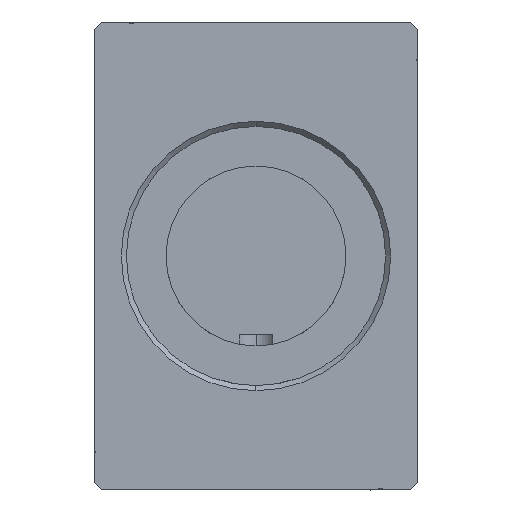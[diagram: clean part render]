
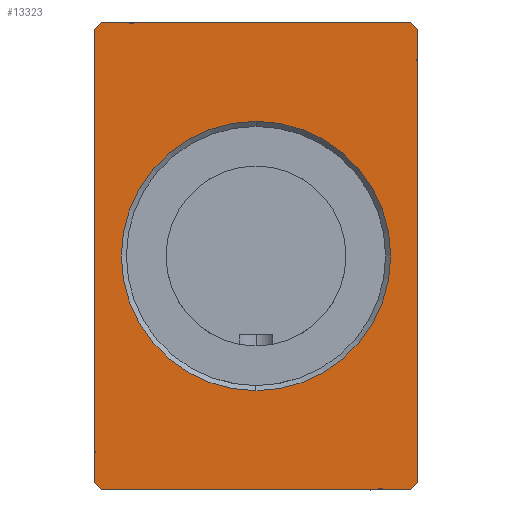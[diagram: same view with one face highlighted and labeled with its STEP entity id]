
A CAD part, left-side view. The second image highlights one B-rep face of the part: STEP entity #13323.
In plain terms, the highlighted planar face has unit normal (-1, 0, 0).
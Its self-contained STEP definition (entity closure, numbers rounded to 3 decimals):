
#703 = DIRECTION ( 'NONE',  ( 0., -0.707, 0.707 ) ) ;
#1000 = VERTEX_POINT ( 'NONE', #29103 ) ;
#1130 = DIRECTION ( 'NONE',  ( 0., -1., 0. ) ) ;
#1380 = EDGE_CURVE ( 'NONE', #10781, #27803, #11625, .T. ) ;
#1396 = DIRECTION ( 'NONE',  ( 0., 0.707, 0.707 ) ) ;
#1863 = VERTEX_POINT ( 'NONE', #33602 ) ;
#1952 = VERTEX_POINT ( 'NONE', #12352 ) ;
#2407 = ORIENTED_EDGE ( 'NONE', *, *, #13357, .F. ) ;
#3418 = LINE ( 'NONE', #38859, #25084 ) ;
#4602 = CARTESIAN_POINT ( 'NONE',  ( 0., 22.5, 31.5 ) ) ;
#5337 = CARTESIAN_POINT ( 'NONE',  ( 0., -22.5, -31.5 ) ) ;
#6156 = CARTESIAN_POINT ( 'NONE',  ( 0., 21.5, 32.5 ) ) ;
#6176 = DIRECTION ( 'NONE',  ( 1., 0., 0. ) ) ;
#7642 = LINE ( 'NONE', #29905, #30327 ) ;
#7671 = DIRECTION ( 'NONE',  ( 0., -0.707, -0.707 ) ) ;
#7804 = LINE ( 'NONE', #11088, #33411 ) ;
#8767 = DIRECTION ( 'NONE',  ( 1., 0., 0. ) ) ;
#9547 = VERTEX_POINT ( 'NONE', #33907 ) ;
#9717 = AXIS2_PLACEMENT_3D ( 'NONE', #29061, #6176, #22666 ) ;
#10083 = FACE_OUTER_BOUND ( 'NONE', #37448, .T. ) ;
#10090 = ORIENTED_EDGE ( 'NONE', *, *, #31673, .F. ) ;
#10317 = VECTOR ( 'NONE', #24218, 1000. ) ;
#10781 = VERTEX_POINT ( 'NONE', #27215 ) ;
#10840 = CARTESIAN_POINT ( 'NONE',  ( 0., -22.5, -31.5 ) ) ;
#11088 = CARTESIAN_POINT ( 'NONE',  ( 0., -22.5, 31.5 ) ) ;
#11625 = LINE ( 'NONE', #36571, #10317 ) ;
#11922 = VECTOR ( 'NONE', #7671, 1000. ) ;
#12352 = CARTESIAN_POINT ( 'NONE',  ( 0., -22.5, 31.5 ) ) ;
#12574 = ORIENTED_EDGE ( 'NONE', *, *, #27829, .F. ) ;
#12741 = LINE ( 'NONE', #32715, #21114 ) ;
#12961 = PLANE ( 'NONE',  #9717 ) ;
#13274 = DIRECTION ( 'NONE',  ( 0., 0., -1. ) ) ;
#13323 = ADVANCED_FACE ( 'NONE', ( #37910, #10083 ), #12961, .F. ) ;
#13357 = EDGE_CURVE ( 'NONE', #1952, #33399, #7804, .T. ) ;
#13697 = AXIS2_PLACEMENT_3D ( 'NONE', #26919, #8767, #21345 ) ;
#13802 = CARTESIAN_POINT ( 'NONE',  ( 0., 21.5, -32.5 ) ) ;
#14609 = EDGE_CURVE ( 'NONE', #1000, #9547, #39390, .T. ) ;
#16559 = CIRCLE ( 'NONE', #36963, 18.7 ) ;
#17332 = DIRECTION ( 'NONE',  ( 0., 0., 1. ) ) ;
#17967 = ORIENTED_EDGE ( 'NONE', *, *, #37501, .F. ) ;
#19252 = EDGE_LOOP ( 'NONE', ( #35631, #31312 ) ) ;
#19870 = DIRECTION ( 'NONE',  ( 1., 0., 0. ) ) ;
#20459 = EDGE_CURVE ( 'NONE', #40693, #31596, #29549, .T. ) ;
#21103 = ORIENTED_EDGE ( 'NONE', *, *, #20459, .F. ) ;
#21114 = VECTOR ( 'NONE', #1396, 1000. ) ;
#21345 = DIRECTION ( 'NONE',  ( 0., 0., -1. ) ) ;
#22666 = DIRECTION ( 'NONE',  ( 0., 0., -1. ) ) ;
#23120 = CARTESIAN_POINT ( 'NONE',  ( 0., 22.5, -31.5 ) ) ;
#24218 = DIRECTION ( 'NONE',  ( 0., 1., 0. ) ) ;
#25084 = VECTOR ( 'NONE', #1130, 1000. ) ;
#26919 = CARTESIAN_POINT ( 'NONE',  ( 0., 0., 0. ) ) ;
#27215 = CARTESIAN_POINT ( 'NONE',  ( 0., -21.5, -32.5 ) ) ;
#27803 = VERTEX_POINT ( 'NONE', #13802 ) ;
#27829 = EDGE_CURVE ( 'NONE', #33399, #10781, #34186, .T. ) ;
#27999 = DIRECTION ( 'NONE',  ( 0., 0.707, -0.707 ) ) ;
#29061 = CARTESIAN_POINT ( 'NONE',  ( 0., 0., 0. ) ) ;
#29103 = CARTESIAN_POINT ( 'NONE',  ( 0., 0., -18.7 ) ) ;
#29332 = ORIENTED_EDGE ( 'NONE', *, *, #38817, .F. ) ;
#29534 = CARTESIAN_POINT ( 'NONE',  ( 0., -21.5, 32.5 ) ) ;
#29549 = LINE ( 'NONE', #4602, #37969 ) ;
#29905 = CARTESIAN_POINT ( 'NONE',  ( 0., 22.5, -31.5 ) ) ;
#30327 = VECTOR ( 'NONE', #17332, 1000. ) ;
#31312 = ORIENTED_EDGE ( 'NONE', *, *, #14609, .T. ) ;
#31596 = VERTEX_POINT ( 'NONE', #6156 ) ;
#31673 = EDGE_CURVE ( 'NONE', #27803, #34658, #12741, .T. ) ;
#32164 = EDGE_CURVE ( 'NONE', #34658, #40693, #7642, .T. ) ;
#32633 = CARTESIAN_POINT ( 'NONE',  ( 0., 0., 0. ) ) ;
#32715 = CARTESIAN_POINT ( 'NONE',  ( 0., 21.5, -32.5 ) ) ;
#32922 = CARTESIAN_POINT ( 'NONE',  ( 0., 22.5, 31.5 ) ) ;
#33399 = VERTEX_POINT ( 'NONE', #10840 ) ;
#33411 = VECTOR ( 'NONE', #36236, 1000. ) ;
#33602 = CARTESIAN_POINT ( 'NONE',  ( 0., -21.5, 32.5 ) ) ;
#33632 = LINE ( 'NONE', #29534, #11922 ) ;
#33907 = CARTESIAN_POINT ( 'NONE',  ( 0., 0., 18.7 ) ) ;
#34186 = LINE ( 'NONE', #5337, #40087 ) ;
#34420 = EDGE_CURVE ( 'NONE', #9547, #1000, #16559, .T. ) ;
#34658 = VERTEX_POINT ( 'NONE', #23120 ) ;
#35631 = ORIENTED_EDGE ( 'NONE', *, *, #34420, .T. ) ;
#35670 = ORIENTED_EDGE ( 'NONE', *, *, #1380, .F. ) ;
#36236 = DIRECTION ( 'NONE',  ( 0., 0., -1. ) ) ;
#36571 = CARTESIAN_POINT ( 'NONE',  ( 0., -21.5, -32.5 ) ) ;
#36963 = AXIS2_PLACEMENT_3D ( 'NONE', #32633, #19870, #13274 ) ;
#37448 = EDGE_LOOP ( 'NONE', ( #21103, #37810, #10090, #35670, #12574, #2407, #29332, #17967 ) ) ;
#37501 = EDGE_CURVE ( 'NONE', #31596, #1863, #3418, .T. ) ;
#37810 = ORIENTED_EDGE ( 'NONE', *, *, #32164, .F. ) ;
#37910 = FACE_BOUND ( 'NONE', #19252, .T. ) ;
#37969 = VECTOR ( 'NONE', #703, 1000. ) ;
#38817 = EDGE_CURVE ( 'NONE', #1863, #1952, #33632, .T. ) ;
#38859 = CARTESIAN_POINT ( 'NONE',  ( 0., 21.5, 32.5 ) ) ;
#39390 = CIRCLE ( 'NONE', #13697, 18.7 ) ;
#40087 = VECTOR ( 'NONE', #27999, 1000. ) ;
#40693 = VERTEX_POINT ( 'NONE', #32922 ) ;
